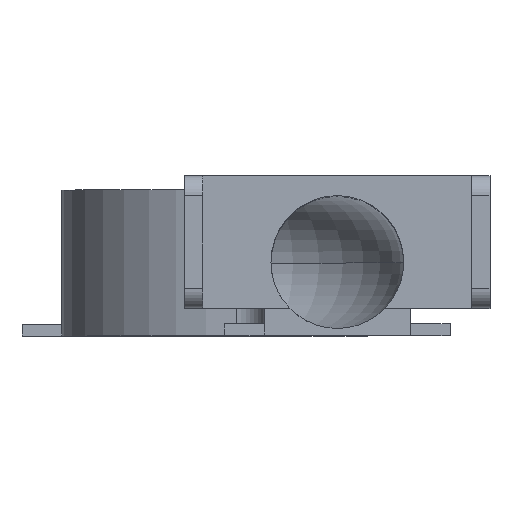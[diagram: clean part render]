
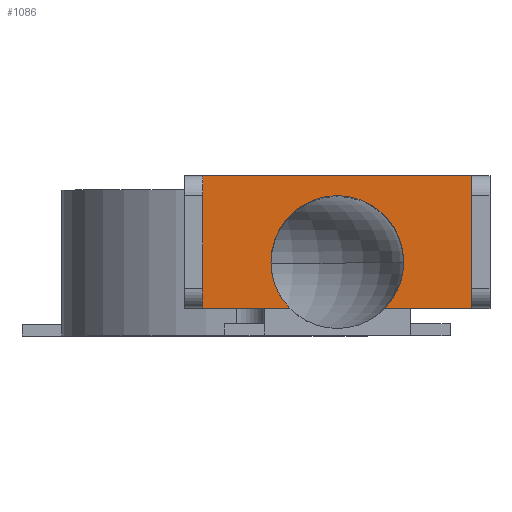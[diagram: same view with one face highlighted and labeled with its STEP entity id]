
A CAD part, top view. The second image highlights one B-rep face of the part: STEP entity #1086.
In plain terms, the highlighted planar face has unit normal (0, 0, 1).
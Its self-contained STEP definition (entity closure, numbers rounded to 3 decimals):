
#164 = DIRECTION ( 'NONE',  ( 1., 0., 0. ) ) ;
#219 = ORIENTED_EDGE ( 'NONE', *, *, #768, .T. ) ;
#241 = AXIS2_PLACEMENT_3D ( 'NONE', #443, #1783, #2501 ) ;
#333 = EDGE_CURVE ( 'NONE', #2115, #889, #840, .T. ) ;
#443 = CARTESIAN_POINT ( 'NONE',  ( 0., 0., 115.5 ) ) ;
#476 = ORIENTED_EDGE ( 'NONE', *, *, #3117, .T. ) ;
#480 = DIRECTION ( 'NONE',  ( 1., 0., 0. ) ) ;
#500 = VERTEX_POINT ( 'NONE', #832 ) ;
#742 = VECTOR ( 'NONE', #2693, 1000. ) ;
#744 = DIRECTION ( 'NONE',  ( 1., 0., 0. ) ) ;
#768 = EDGE_CURVE ( 'NONE', #2441, #2664, #959, .T. ) ;
#829 = VERTEX_POINT ( 'NONE', #2846 ) ;
#832 = CARTESIAN_POINT ( 'NONE',  ( -7.141, -7., 115.5 ) ) ;
#840 = CIRCLE ( 'NONE', #241, 10. ) ;
#872 = ORIENTED_EDGE ( 'NONE', *, *, #2422, .T. ) ;
#889 = VERTEX_POINT ( 'NONE', #1334 ) ;
#937 = AXIS2_PLACEMENT_3D ( 'NONE', #2008, #2749, #744 ) ;
#959 = LINE ( 'NONE', #1984, #1835 ) ;
#966 = CIRCLE ( 'NONE', #2201, 10. ) ;
#988 = PLANE ( 'NONE',  #937 ) ;
#1086 = ADVANCED_FACE ( 'NONE', ( #3286 ), #988, .T. ) ;
#1142 = ORIENTED_EDGE ( 'NONE', *, *, #3031, .T. ) ;
#1203 = CARTESIAN_POINT ( 'NONE',  ( -20.25, 13., 115.5 ) ) ;
#1334 = CARTESIAN_POINT ( 'NONE',  ( 10., 0., 115.5 ) ) ;
#1379 = EDGE_CURVE ( 'NONE', #2664, #829, #2122, .T. ) ;
#1452 = DIRECTION ( 'NONE',  ( 0., -1., 0. ) ) ;
#1457 = VECTOR ( 'NONE', #480, 1000. ) ;
#1480 = LINE ( 'NONE', #1982, #2733 ) ;
#1482 = DIRECTION ( 'NONE',  ( -1., 0., 0. ) ) ;
#1506 = CIRCLE ( 'NONE', #2085, 10. ) ;
#1573 = ORIENTED_EDGE ( 'NONE', *, *, #1379, .T. ) ;
#1580 = CARTESIAN_POINT ( 'NONE',  ( 20.25, -7., 115.5 ) ) ;
#1598 = LINE ( 'NONE', #2922, #742 ) ;
#1652 = EDGE_LOOP ( 'NONE', ( #3046, #1142, #1906, #3143, #872, #476, #219, #1573 ) ) ;
#1717 = CARTESIAN_POINT ( 'NONE',  ( 7.141, -7., 115.5 ) ) ;
#1766 = CARTESIAN_POINT ( 'NONE',  ( -20.25, -7., 115.5 ) ) ;
#1783 = DIRECTION ( 'NONE',  ( 0., 0., -1. ) ) ;
#1797 = LINE ( 'NONE', #1766, #1457 ) ;
#1801 = CARTESIAN_POINT ( 'NONE',  ( -10., 0., 115.5 ) ) ;
#1835 = VECTOR ( 'NONE', #1482, 1000. ) ;
#1906 = ORIENTED_EDGE ( 'NONE', *, *, #333, .T. ) ;
#1974 = CARTESIAN_POINT ( 'NONE',  ( 0., 0., 115.5 ) ) ;
#1982 = CARTESIAN_POINT ( 'NONE',  ( 20.25, 13., 115.5 ) ) ;
#1984 = CARTESIAN_POINT ( 'NONE',  ( -20.25, 13., 115.5 ) ) ;
#2008 = CARTESIAN_POINT ( 'NONE',  ( 0., 0., 115.5 ) ) ;
#2085 = AXIS2_PLACEMENT_3D ( 'NONE', #1974, #2195, #164 ) ;
#2115 = VERTEX_POINT ( 'NONE', #1801 ) ;
#2122 = LINE ( 'NONE', #1203, #2944 ) ;
#2149 = VERTEX_POINT ( 'NONE', #1580 ) ;
#2179 = CARTESIAN_POINT ( 'NONE',  ( 20.25, 13., 115.5 ) ) ;
#2195 = DIRECTION ( 'NONE',  ( 0., 0., -1. ) ) ;
#2201 = AXIS2_PLACEMENT_3D ( 'NONE', #2526, #2458, #3028 ) ;
#2223 = DIRECTION ( 'NONE',  ( 0., 1., 0. ) ) ;
#2422 = EDGE_CURVE ( 'NONE', #3207, #2149, #1797, .T. ) ;
#2441 = VERTEX_POINT ( 'NONE', #2179 ) ;
#2458 = DIRECTION ( 'NONE',  ( 0., 0., -1. ) ) ;
#2501 = DIRECTION ( 'NONE',  ( 1., 0., 0. ) ) ;
#2526 = CARTESIAN_POINT ( 'NONE',  ( 0., 0., 115.5 ) ) ;
#2529 = CARTESIAN_POINT ( 'NONE',  ( -20.25, 13., 115.5 ) ) ;
#2664 = VERTEX_POINT ( 'NONE', #2529 ) ;
#2693 = DIRECTION ( 'NONE',  ( 1., 0., 0. ) ) ;
#2733 = VECTOR ( 'NONE', #2223, 1000. ) ;
#2749 = DIRECTION ( 'NONE',  ( 0., 0., 1. ) ) ;
#2846 = CARTESIAN_POINT ( 'NONE',  ( -20.25, -7., 115.5 ) ) ;
#2887 = EDGE_CURVE ( 'NONE', #829, #500, #1598, .T. ) ;
#2922 = CARTESIAN_POINT ( 'NONE',  ( -20.25, -7., 115.5 ) ) ;
#2944 = VECTOR ( 'NONE', #1452, 1000. ) ;
#2997 = EDGE_CURVE ( 'NONE', #889, #3207, #966, .T. ) ;
#3028 = DIRECTION ( 'NONE',  ( 1., 0., 0. ) ) ;
#3031 = EDGE_CURVE ( 'NONE', #500, #2115, #1506, .T. ) ;
#3046 = ORIENTED_EDGE ( 'NONE', *, *, #2887, .T. ) ;
#3117 = EDGE_CURVE ( 'NONE', #2149, #2441, #1480, .T. ) ;
#3143 = ORIENTED_EDGE ( 'NONE', *, *, #2997, .T. ) ;
#3207 = VERTEX_POINT ( 'NONE', #1717 ) ;
#3286 = FACE_OUTER_BOUND ( 'NONE', #1652, .T. ) ;
